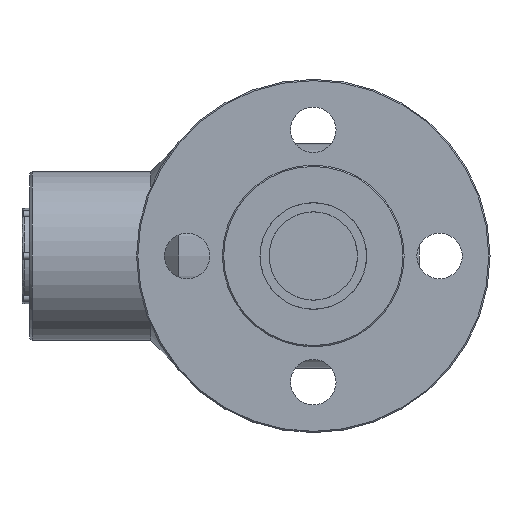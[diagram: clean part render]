
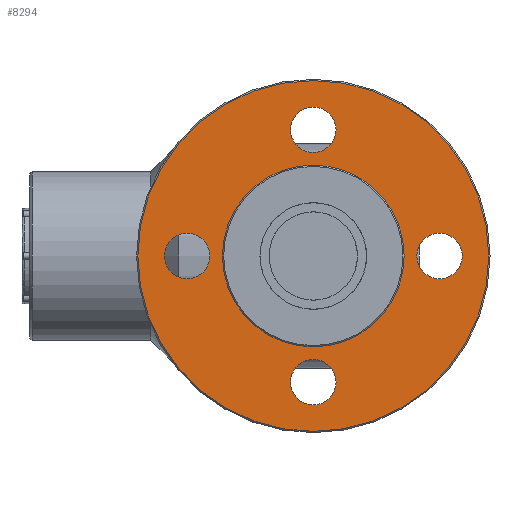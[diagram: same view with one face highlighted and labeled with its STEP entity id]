
A CAD part, left-side view. The second image highlights one B-rep face of the part: STEP entity #8294.
In plain terms, the highlighted face is planar.
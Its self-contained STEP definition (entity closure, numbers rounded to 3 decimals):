
#303 = FACE_BOUND ( 'NONE', #7572, .T. ) ;
#382 = AXIS2_PLACEMENT_3D ( 'NONE', #4958, #1187, #3036 ) ;
#450 = EDGE_LOOP ( 'NONE', ( #7617 ) ) ;
#556 = VERTEX_POINT ( 'NONE', #4265 ) ;
#614 = CARTESIAN_POINT ( 'NONE',  ( 59., 0., 18. ) ) ;
#746 = EDGE_CURVE ( 'NONE', #9514, #9514, #7812, .T. ) ;
#970 = EDGE_LOOP ( 'NONE', ( #11638 ) ) ;
#1036 = CARTESIAN_POINT ( 'NONE',  ( -41., 0., 18. ) ) ;
#1121 = EDGE_CURVE ( 'NONE', #6896, #6896, #5716, .T. ) ;
#1187 = DIRECTION ( 'NONE',  ( 0., 0., 1. ) ) ;
#1314 = DIRECTION ( 'NONE',  ( 0., 0., 1. ) ) ;
#1348 = EDGE_CURVE ( 'NONE', #2568, #2568, #9146, .T. ) ;
#1430 = CARTESIAN_POINT ( 'NONE',  ( 0., 0., 18. ) ) ;
#1916 = VERTEX_POINT ( 'NONE', #1036 ) ;
#2087 = CIRCLE ( 'NONE', #382, 9. ) ;
#2260 = FACE_BOUND ( 'NONE', #450, .T. ) ;
#2283 = EDGE_CURVE ( 'NONE', #556, #556, #2087, .T. ) ;
#2568 = VERTEX_POINT ( 'NONE', #614 ) ;
#2953 = CARTESIAN_POINT ( 'NONE',  ( -50., 0., 18. ) ) ;
#3036 = DIRECTION ( 'NONE',  ( 1., 0., 0. ) ) ;
#3077 = EDGE_CURVE ( 'NONE', #9621, #9621, #9533, .T. ) ;
#3168 = CARTESIAN_POINT ( 'NONE',  ( 0., 0., 18. ) ) ;
#3245 = CARTESIAN_POINT ( 'NONE',  ( 69.5, 0., 18. ) ) ;
#3312 = ORIENTED_EDGE ( 'NONE', *, *, #2283, .F. ) ;
#3555 = EDGE_LOOP ( 'NONE', ( #7022 ) ) ;
#3790 = AXIS2_PLACEMENT_3D ( 'NONE', #2953, #9928, #10451 ) ;
#3960 = PLANE ( 'NONE',  #4664 ) ;
#4078 = FACE_OUTER_BOUND ( 'NONE', #3555, .T. ) ;
#4082 = DIRECTION ( 'NONE',  ( 0., 0., 1. ) ) ;
#4265 = CARTESIAN_POINT ( 'NONE',  ( 9., 50., 18. ) ) ;
#4396 = AXIS2_PLACEMENT_3D ( 'NONE', #7136, #11518, #9742 ) ;
#4664 = AXIS2_PLACEMENT_3D ( 'NONE', #3168, #1314, #11201 ) ;
#4913 = FACE_BOUND ( 'NONE', #970, .T. ) ;
#4917 = CARTESIAN_POINT ( 'NONE',  ( 0., 0., 18. ) ) ;
#4957 = AXIS2_PLACEMENT_3D ( 'NONE', #8877, #10691, #7265 ) ;
#4958 = CARTESIAN_POINT ( 'NONE',  ( 0., 50., 18. ) ) ;
#5716 = CIRCLE ( 'NONE', #6275, 69.5 ) ;
#5859 = FACE_BOUND ( 'NONE', #9807, .T. ) ;
#6275 = AXIS2_PLACEMENT_3D ( 'NONE', #4917, #4082, #7722 ) ;
#6354 = EDGE_LOOP ( 'NONE', ( #3312 ) ) ;
#6836 = CARTESIAN_POINT ( 'NONE',  ( 36., 0., 18. ) ) ;
#6896 = VERTEX_POINT ( 'NONE', #3245 ) ;
#7022 = ORIENTED_EDGE ( 'NONE', *, *, #1121, .T. ) ;
#7136 = CARTESIAN_POINT ( 'NONE',  ( 0., -50., 18. ) ) ;
#7265 = DIRECTION ( 'NONE',  ( 1., 0., 0. ) ) ;
#7572 = EDGE_LOOP ( 'NONE', ( #8699 ) ) ;
#7604 = CIRCLE ( 'NONE', #3790, 9. ) ;
#7617 = ORIENTED_EDGE ( 'NONE', *, *, #10436, .F. ) ;
#7722 = DIRECTION ( 'NONE',  ( 1., 0., 0. ) ) ;
#7788 = CARTESIAN_POINT ( 'NONE',  ( 9., -50., 18. ) ) ;
#7812 = CIRCLE ( 'NONE', #10087, 36. ) ;
#7831 = DIRECTION ( 'NONE',  ( 1., 0., 0. ) ) ;
#8294 = ADVANCED_FACE ( 'NONE', ( #4078, #2260, #303, #8372, #5859, #4913 ), #3960, .T. ) ;
#8372 = FACE_BOUND ( 'NONE', #6354, .T. ) ;
#8699 = ORIENTED_EDGE ( 'NONE', *, *, #1348, .F. ) ;
#8731 = DIRECTION ( 'NONE',  ( 0., 0., 1. ) ) ;
#8877 = CARTESIAN_POINT ( 'NONE',  ( 50., 0., 18. ) ) ;
#9146 = CIRCLE ( 'NONE', #4957, 9. ) ;
#9225 = ORIENTED_EDGE ( 'NONE', *, *, #3077, .F. ) ;
#9514 = VERTEX_POINT ( 'NONE', #6836 ) ;
#9533 = CIRCLE ( 'NONE', #4396, 9. ) ;
#9621 = VERTEX_POINT ( 'NONE', #7788 ) ;
#9742 = DIRECTION ( 'NONE',  ( 1., 0., 0. ) ) ;
#9807 = EDGE_LOOP ( 'NONE', ( #9225 ) ) ;
#9928 = DIRECTION ( 'NONE',  ( 0., 0., 1. ) ) ;
#10087 = AXIS2_PLACEMENT_3D ( 'NONE', #1430, #8731, #7831 ) ;
#10436 = EDGE_CURVE ( 'NONE', #1916, #1916, #7604, .T. ) ;
#10451 = DIRECTION ( 'NONE',  ( 1., 0., 0. ) ) ;
#10691 = DIRECTION ( 'NONE',  ( 0., 0., 1. ) ) ;
#11201 = DIRECTION ( 'NONE',  ( 1., 0., 0. ) ) ;
#11518 = DIRECTION ( 'NONE',  ( 0., 0., 1. ) ) ;
#11638 = ORIENTED_EDGE ( 'NONE', *, *, #746, .F. ) ;
